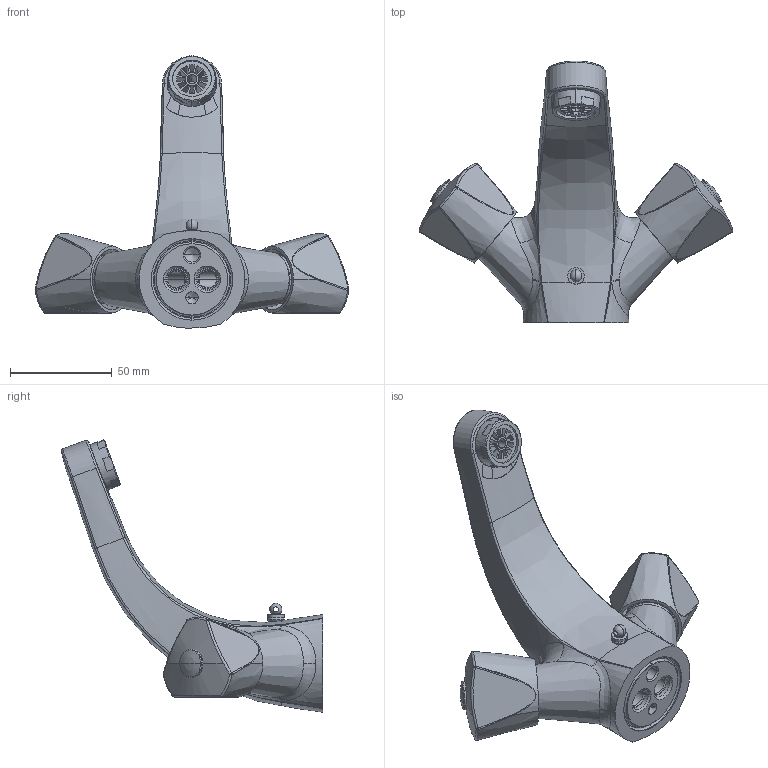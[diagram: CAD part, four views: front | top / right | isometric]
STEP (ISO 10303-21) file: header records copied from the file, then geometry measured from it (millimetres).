
FILE_DESCRIPTION((''),'2;1');
FILE_NAME('ET071CR','2021-10-14T14:46:31',('ut3'),('PAFFONI SpA'),'CREO PARAMETRIC BY PTC INC, 2020044','CREO PARAMETRIC BY PTC INC, 2020044','');
FILE_SCHEMA(('CONFIG_CONTROL_DESIGN','SHAPE_APPEARANCE_LAYERS_GROUPS'));
Length unit declared in the file: millimetre
Products named in the file (1): ET071CR
Bounding box: 154.03 x 128.34 x 133.66 mm (x, y, z)
Volume: 151897.9 mm3; surface area: 75353.1 mm2
Topology: 1 solids, 1 shells, 513 faces, 1279 edges, 783 vertices
Faces by surface type: plane 143, cylinder 133, bspline 103, cone 67, torus 34, sphere 26, revolution 5, extrusion 2
Entity records: 30709 total; most frequent: CARTESIAN_POINT 15348, ORIENTED_EDGE 2526, DIRECTION 2282, EDGE_CURVE 1263, AXIS2_PLACEMENT_3D 952, VERTEX_POINT 783, EDGE_LOOP 578, CIRCLE 547
